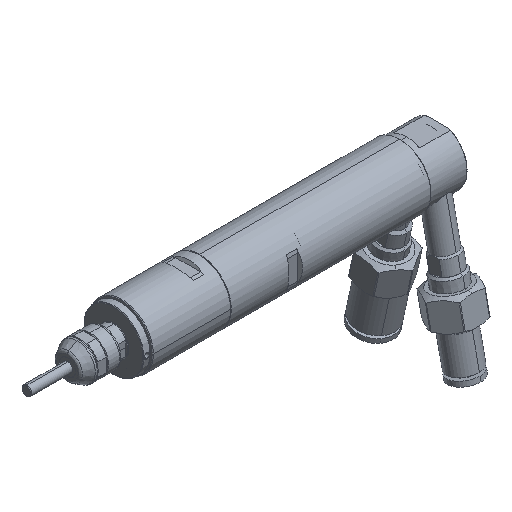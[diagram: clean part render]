
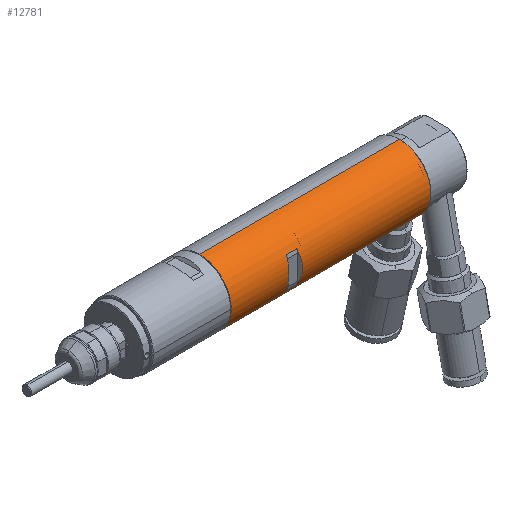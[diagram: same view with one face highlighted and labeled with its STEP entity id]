
A CAD part, isometric view. The second image highlights one B-rep face of the part: STEP entity #12781.
In plain terms, the highlighted cylindrical face has radius 10 mm (diameter 20 mm), a partial arc.
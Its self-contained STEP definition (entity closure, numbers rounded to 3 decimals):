
#197 = CARTESIAN_POINT ( 'NONE',  ( -50.814, -9.21, 3.896 ) ) ;
#506 = LINE ( 'NONE', #9799, #8264 ) ;
#715 =( BOUNDED_CURVE ( )  B_SPLINE_CURVE ( 3, ( #5832, #6994, #7958, #4864 ),
 .UNSPECIFIED., .F., .F. ) 
 B_SPLINE_CURVE_WITH_KNOTS ( ( 4, 4 ),
 ( 3.28, 3.389 ),
 .UNSPECIFIED. ) 
 CURVE ( )  GEOMETRIC_REPRESENTATION_ITEM ( )  RATIONAL_B_SPLINE_CURVE ( ( 1., 0.999, 0.999, 1. ) ) 
 REPRESENTATION_ITEM ( '' )  );
#843 = LINE ( 'NONE', #7153, #10391 ) ;
#1660 = CARTESIAN_POINT ( 'NONE',  ( -46.755, -10.278, -1.371 ) ) ;
#1679 = CARTESIAN_POINT ( 'NONE',  ( -77.517, 0., 0. ) ) ;
#1719 = CARTESIAN_POINT ( 'NONE',  ( -47.441, -8.907, -4.56 ) ) ;
#1956 = ORIENTED_EDGE ( 'NONE', *, *, #5922, .F. ) ;
#1977 = CARTESIAN_POINT ( 'NONE',  ( -69.493, 0., 10. ) ) ;
#1998 = EDGE_CURVE ( 'NONE', #5710, #11881, #506, .T. ) ;
#2094 = ORIENTED_EDGE ( 'NONE', *, *, #7447, .F. ) ;
#2123 = CIRCLE ( 'NONE', #4317, 10. ) ;
#2196 = CARTESIAN_POINT ( 'NONE',  ( -50.785, -9.068, 4.232 ) ) ;
#2274 = ORIENTED_EDGE ( 'NONE', *, *, #13558, .F. ) ;
#2398 = CARTESIAN_POINT ( 'NONE',  ( -47.372, -9.21, -3.896 ) ) ;
#2486 = DIRECTION ( 'NONE',  ( -1., 0., 0. ) ) ;
#2572 = DIRECTION ( 'NONE',  ( 1., 0., 0. ) ) ;
#2614 = CARTESIAN_POINT ( 'NONE',  ( -50.814, -9.21, 3.896 ) ) ;
#2681 = VERTEX_POINT ( 'NONE', #7749 ) ;
#2716 = ORIENTED_EDGE ( 'NONE', *, *, #6336, .T. ) ;
#2747 = CARTESIAN_POINT ( 'NONE',  ( -51.431, -10.278, 1.371 ) ) ;
#2775 = FACE_BOUND ( 'NONE', #9955, .T. ) ;
#2834 = DIRECTION ( 'NONE',  ( 1., 0., 0. ) ) ;
#2879 = CARTESIAN_POINT ( 'NONE',  ( -50.785, -9.068, -4.232 ) ) ;
#2909 = ORIENTED_EDGE ( 'NONE', *, *, #11459, .F. ) ;
#2988 =( BOUNDED_CURVE ( )  B_SPLINE_CURVE ( 3, ( #12468, #6119, #2196, #10335 ),
 .UNSPECIFIED., .F., .F. ) 
 B_SPLINE_CURVE_WITH_KNOTS ( ( 4, 4 ),
 ( 6.035, 6.145 ),
 .UNSPECIFIED. ) 
 CURVE ( )  GEOMETRIC_REPRESENTATION_ITEM ( )  RATIONAL_B_SPLINE_CURVE ( ( 1., 0.999, 0.999, 1. ) ) 
 REPRESENTATION_ITEM ( '' )  );
#3192 = ORIENTED_EDGE ( 'NONE', *, *, #12726, .T. ) ;
#4151 = CARTESIAN_POINT ( 'NONE',  ( -47.493, -8.729, -4.878 ) ) ;
#4222 = VECTOR ( 'NONE', #13229, 1000. ) ;
#4317 = AXIS2_PLACEMENT_3D ( 'NONE', #11835, #5561, #4449 ) ;
#4449 = DIRECTION ( 'NONE',  ( 0., 0., 1. ) ) ;
#4494 = DIRECTION ( 'NONE',  ( 0., 0., -1. ) ) ;
#4759 =( BOUNDED_CURVE ( )  B_SPLINE_CURVE ( 3, ( #2614, #2747, #6934, #11159 ),
 .UNSPECIFIED., .F., .F. ) 
 B_SPLINE_CURVE_WITH_KNOTS ( ( 4, 4 ),
 ( 5.883, 6.683 ),
 .UNSPECIFIED. ) 
 CURVE ( )  GEOMETRIC_REPRESENTATION_ITEM ( )  RATIONAL_B_SPLINE_CURVE ( ( 1., 0.947, 0.947, 1. ) ) 
 REPRESENTATION_ITEM ( '' )  );
#4864 = CARTESIAN_POINT ( 'NONE',  ( -47.493, -8.729, 4.878 ) ) ;
#5023 = CARTESIAN_POINT ( 'NONE',  ( -50.814, -9.21, -3.896 ) ) ;
#5286 =( BOUNDED_CURVE ( )  B_SPLINE_CURVE ( 3, ( #8161, #9146, #1719, #6173 ),
 .UNSPECIFIED., .F., .F. ) 
 B_SPLINE_CURVE_WITH_KNOTS ( ( 4, 4 ),
 ( 3.28, 3.389 ),
 .UNSPECIFIED. ) 
 CURVE ( )  GEOMETRIC_REPRESENTATION_ITEM ( )  RATIONAL_B_SPLINE_CURVE ( ( 1., 0.999, 0.999, 1. ) ) 
 REPRESENTATION_ITEM ( '' )  );
#5561 = DIRECTION ( 'NONE',  ( -1., 0., 0. ) ) ;
#5710 = VERTEX_POINT ( 'NONE', #12689 ) ;
#5800 = CARTESIAN_POINT ( 'NONE',  ( -50.814, -9.21, -3.896 ) ) ;
#5832 = CARTESIAN_POINT ( 'NONE',  ( -47.372, -9.21, 3.896 ) ) ;
#5864 = CYLINDRICAL_SURFACE ( 'NONE', #7079, 10. ) ;
#5922 = EDGE_CURVE ( 'NONE', #6416, #10781, #843, .T. ) ;
#6046 = CARTESIAN_POINT ( 'NONE',  ( -50.693, -8.729, -4.878 ) ) ;
#6119 = CARTESIAN_POINT ( 'NONE',  ( -50.744, -8.907, 4.56 ) ) ;
#6173 = CARTESIAN_POINT ( 'NONE',  ( -47.493, -8.729, -4.878 ) ) ;
#6186 = CARTESIAN_POINT ( 'NONE',  ( -77.517, -8.729, -4.878 ) ) ;
#6336 = EDGE_CURVE ( 'NONE', #10328, #10598, #5286, .T. ) ;
#6416 = VERTEX_POINT ( 'NONE', #1977 ) ;
#6934 = CARTESIAN_POINT ( 'NONE',  ( -51.431, -10.278, -1.371 ) ) ;
#6994 = CARTESIAN_POINT ( 'NONE',  ( -47.401, -9.068, 4.232 ) ) ;
#7079 = AXIS2_PLACEMENT_3D ( 'NONE', #1679, #2834, #9038 ) ;
#7142 = CARTESIAN_POINT ( 'NONE',  ( -50.744, -8.907, -4.56 ) ) ;
#7153 = CARTESIAN_POINT ( 'NONE',  ( -77.517, 0., 10. ) ) ;
#7346 = EDGE_CURVE ( 'NONE', #12382, #2681, #7496, .T. ) ;
#7447 = EDGE_CURVE ( 'NONE', #11926, #9681, #4759, .T. ) ;
#7496 = LINE ( 'NONE', #9574, #7890 ) ;
#7524 = CIRCLE ( 'NONE', #10852, 10. ) ;
#7749 = CARTESIAN_POINT ( 'NONE',  ( -6.193, 0., -10. ) ) ;
#7890 = VECTOR ( 'NONE', #11711, 1000. ) ;
#7958 = CARTESIAN_POINT ( 'NONE',  ( -47.441, -8.907, 4.56 ) ) ;
#8104 = CARTESIAN_POINT ( 'NONE',  ( -46.755, -10.278, 1.371 ) ) ;
#8161 = CARTESIAN_POINT ( 'NONE',  ( -47.372, -9.21, -3.896 ) ) ;
#8264 = VECTOR ( 'NONE', #2486, 1000. ) ;
#8776 = ORIENTED_EDGE ( 'NONE', *, *, #10378, .T. ) ;
#9038 = DIRECTION ( 'NONE',  ( 0., 0., 1. ) ) ;
#9065 =( BOUNDED_CURVE ( )  B_SPLINE_CURVE ( 3, ( #6046, #7142, #2879, #5023 ),
 .UNSPECIFIED., .F., .F. ) 
 B_SPLINE_CURVE_WITH_KNOTS ( ( 4, 4 ),
 ( 6.035, 6.145 ),
 .UNSPECIFIED. ) 
 CURVE ( )  GEOMETRIC_REPRESENTATION_ITEM ( )  RATIONAL_B_SPLINE_CURVE ( ( 1., 0.999, 0.999, 1. ) ) 
 REPRESENTATION_ITEM ( '' )  );
#9146 = CARTESIAN_POINT ( 'NONE',  ( -47.401, -9.068, -4.232 ) ) ;
#9299 = LINE ( 'NONE', #6186, #4222 ) ;
#9487 = ORIENTED_EDGE ( 'NONE', *, *, #1998, .F. ) ;
#9574 = CARTESIAN_POINT ( 'NONE',  ( -77.517, 0., -10. ) ) ;
#9681 = VERTEX_POINT ( 'NONE', #5800 ) ;
#9799 = CARTESIAN_POINT ( 'NONE',  ( -77.517, -8.729, 4.878 ) ) ;
#9841 = VERTEX_POINT ( 'NONE', #10579 ) ;
#9955 = EDGE_LOOP ( 'NONE', ( #2094, #12217, #9487, #2274, #2909, #2716, #11136, #10453 ) ) ;
#10076 = CARTESIAN_POINT ( 'NONE',  ( -6.193, 0., 10. ) ) ;
#10328 = VERTEX_POINT ( 'NONE', #2398 ) ;
#10335 = CARTESIAN_POINT ( 'NONE',  ( -50.814, -9.21, 3.896 ) ) ;
#10378 = EDGE_CURVE ( 'NONE', #2681, #10781, #2123, .T. ) ;
#10391 = VECTOR ( 'NONE', #11383, 1000. ) ;
#10453 = ORIENTED_EDGE ( 'NONE', *, *, #11365, .T. ) ;
#10579 = CARTESIAN_POINT ( 'NONE',  ( -47.372, -9.21, 3.896 ) ) ;
#10598 = VERTEX_POINT ( 'NONE', #4151 ) ;
#10781 = VERTEX_POINT ( 'NONE', #10076 ) ;
#10852 = AXIS2_PLACEMENT_3D ( 'NONE', #12014, #2572, #4494 ) ;
#11047 = FACE_OUTER_BOUND ( 'NONE', #13512, .T. ) ;
#11136 = ORIENTED_EDGE ( 'NONE', *, *, #12457, .T. ) ;
#11159 = CARTESIAN_POINT ( 'NONE',  ( -50.814, -9.21, -3.896 ) ) ;
#11365 = EDGE_CURVE ( 'NONE', #11474, #9681, #9065, .T. ) ;
#11383 = DIRECTION ( 'NONE',  ( 1., 0., 0. ) ) ;
#11459 = EDGE_CURVE ( 'NONE', #10328, #9841, #12406, .T. ) ;
#11474 = VERTEX_POINT ( 'NONE', #12464 ) ;
#11711 = DIRECTION ( 'NONE',  ( 1., 0., 0. ) ) ;
#11821 = CARTESIAN_POINT ( 'NONE',  ( -50.693, -8.729, 4.878 ) ) ;
#11835 = CARTESIAN_POINT ( 'NONE',  ( -6.193, 0., 0. ) ) ;
#11881 = VERTEX_POINT ( 'NONE', #11821 ) ;
#11926 = VERTEX_POINT ( 'NONE', #197 ) ;
#12014 = CARTESIAN_POINT ( 'NONE',  ( -69.493, 0., 0. ) ) ;
#12217 = ORIENTED_EDGE ( 'NONE', *, *, #13405, .F. ) ;
#12318 = CARTESIAN_POINT ( 'NONE',  ( -47.372, -9.21, 3.896 ) ) ;
#12319 = ORIENTED_EDGE ( 'NONE', *, *, #7346, .T. ) ;
#12382 = VERTEX_POINT ( 'NONE', #13430 ) ;
#12406 =( BOUNDED_CURVE ( )  B_SPLINE_CURVE ( 3, ( #13288, #1660, #8104, #12318 ),
 .UNSPECIFIED., .F., .F. ) 
 B_SPLINE_CURVE_WITH_KNOTS ( ( 4, 4 ),
 ( 2.741, 3.542 ),
 .UNSPECIFIED. ) 
 CURVE ( )  GEOMETRIC_REPRESENTATION_ITEM ( )  RATIONAL_B_SPLINE_CURVE ( ( 1., 0.947, 0.947, 1. ) ) 
 REPRESENTATION_ITEM ( '' )  );
#12457 = EDGE_CURVE ( 'NONE', #10598, #11474, #9299, .T. ) ;
#12464 = CARTESIAN_POINT ( 'NONE',  ( -50.693, -8.729, -4.878 ) ) ;
#12468 = CARTESIAN_POINT ( 'NONE',  ( -50.693, -8.729, 4.878 ) ) ;
#12689 = CARTESIAN_POINT ( 'NONE',  ( -47.493, -8.729, 4.878 ) ) ;
#12726 = EDGE_CURVE ( 'NONE', #6416, #12382, #7524, .T. ) ;
#12781 = ADVANCED_FACE ( 'NONE', ( #2775, #11047 ), #5864, .T. ) ;
#13229 = DIRECTION ( 'NONE',  ( -1., 0., 0. ) ) ;
#13288 = CARTESIAN_POINT ( 'NONE',  ( -47.372, -9.21, -3.896 ) ) ;
#13405 = EDGE_CURVE ( 'NONE', #11881, #11926, #2988, .T. ) ;
#13430 = CARTESIAN_POINT ( 'NONE',  ( -69.493, 0., -10. ) ) ;
#13512 = EDGE_LOOP ( 'NONE', ( #3192, #12319, #8776, #1956 ) ) ;
#13558 = EDGE_CURVE ( 'NONE', #9841, #5710, #715, .T. ) ;
